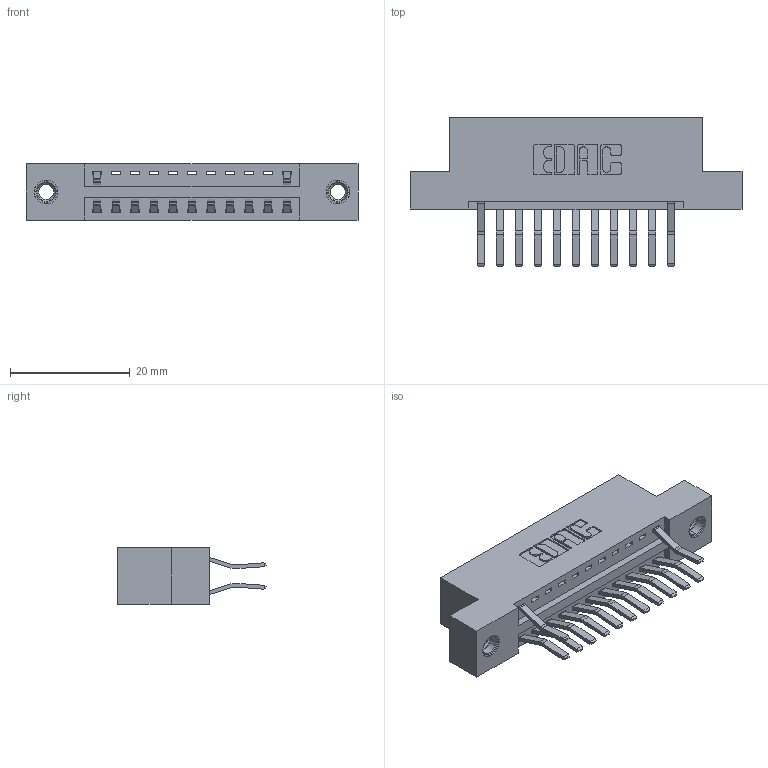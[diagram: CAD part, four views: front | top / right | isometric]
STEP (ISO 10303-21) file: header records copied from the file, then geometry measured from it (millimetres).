
FILE_DESCRIPTION (( 'STEP AP203' ), '1' );
FILE_NAME ('346-022-560-207.STEP', '2018-08-21T01:28:19', ( '' ), ( '' ), 'SwSTEP 2.0', 'SolidWorks 2016', '' );
FILE_SCHEMA (( 'CONFIG_CONTROL_DESIGN' ));
Length unit declared in the file: inch
Products named in the file (4): 346 Part_Flush Mounting Lugs - 0.156 Dia-TI; 345-292-001_560 Tail; 345-250-001_345-250-005-103; 346-022-560-207
Assembly tree (16 placements, depth 2):
  346-022-560-207
    346 Part_Flush Mounting Lugs - 0.156 Dia-TI
    345-292-001_560 Tail  x13
    345-250-001_345-250-005-103  x2
Bounding box: 55.5 x 24.78 x 9.4 mm (x, y, z)
Volume: 5161.8 mm3; surface area: 6402 mm2
Topology: 16 solids, 16 shells, 938 faces, 2747 edges, 1806 vertices
Faces by surface type: plane 608, cylinder 314, cone 12, torus 4
Entity records: 12338 total; most frequent: CARTESIAN_POINT 2098, ORIENTED_EDGE 2034, DIRECTION 1921, EDGE_CURVE 1017, VECTOR 817, LINE 817, VERTEX_POINT 672, AXIS2_PLACEMENT_3D 552
